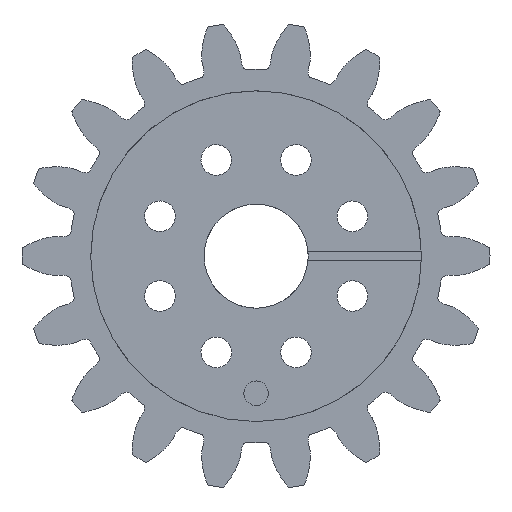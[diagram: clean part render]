
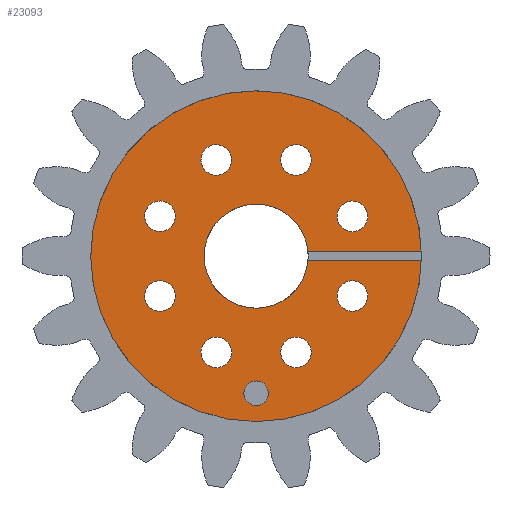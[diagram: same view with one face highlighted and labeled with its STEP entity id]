
A CAD part, left-side view. The second image highlights one B-rep face of the part: STEP entity #23093.
In plain terms, the highlighted planar face has unit normal (-1, 0, 0).
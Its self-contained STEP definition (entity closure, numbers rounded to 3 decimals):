
#15=FACE_BOUND('',#2343,.T.);
#16=FACE_BOUND('',#2344,.T.);
#17=FACE_BOUND('',#2345,.T.);
#18=FACE_BOUND('',#2346,.T.);
#19=FACE_BOUND('',#2347,.T.);
#20=FACE_BOUND('',#2348,.T.);
#21=FACE_BOUND('',#2349,.T.);
#22=FACE_BOUND('',#2350,.T.);
#23=FACE_BOUND('',#2351,.T.);
#41=PLANE('',#24273);
#1187=FACE_OUTER_BOUND('',#2342,.T.);
#2342=EDGE_LOOP('',(#16202,#16203,#16204,#16205,#16206,#16207));
#2343=EDGE_LOOP('',(#16208,#16209));
#2344=EDGE_LOOP('',(#16210));
#2345=EDGE_LOOP('',(#16211));
#2346=EDGE_LOOP('',(#16212));
#2347=EDGE_LOOP('',(#16213));
#2348=EDGE_LOOP('',(#16214));
#2349=EDGE_LOOP('',(#16215));
#2350=EDGE_LOOP('',(#16216));
#2351=EDGE_LOOP('',(#16217));
#3518=LINE('',#31279,#6946);
#3521=LINE('',#31285,#6949);
#6946=VECTOR('',#25479,25.4);
#6949=VECTOR('',#25484,25.4);
#10364=CIRCLE('',#24255,1.);
#10365=CIRCLE('',#24256,1.);
#10370=CIRCLE('',#24269,13.5);
#10373=CIRCLE('',#24272,13.5);
#10374=CIRCLE('',#24274,4.25);
#10375=CIRCLE('',#24275,4.25);
#10376=CIRCLE('',#24276,1.25);
#10377=CIRCLE('',#24277,1.25);
#10378=CIRCLE('',#24278,1.25);
#10379=CIRCLE('',#24279,1.25);
#10380=CIRCLE('',#24280,1.25);
#10381=CIRCLE('',#24281,1.25);
#10382=CIRCLE('',#24282,1.25);
#10383=CIRCLE('',#24283,1.25);
#10395=VERTEX_POINT('',#31243);
#10396=VERTEX_POINT('',#31245);
#10406=VERTEX_POINT('',#31276);
#10407=VERTEX_POINT('',#31278);
#10408=VERTEX_POINT('',#31282);
#10409=VERTEX_POINT('',#31284);
#10410=VERTEX_POINT('',#31288);
#10413=VERTEX_POINT('',#31297);
#10414=VERTEX_POINT('',#31300);
#10415=VERTEX_POINT('',#31302);
#10416=VERTEX_POINT('',#31304);
#10417=VERTEX_POINT('',#31306);
#10418=VERTEX_POINT('',#31308);
#10419=VERTEX_POINT('',#31310);
#10420=VERTEX_POINT('',#31312);
#10421=VERTEX_POINT('',#31314);
#12701=EDGE_CURVE('',#10396,#10395,#10364,.T.);
#12702=EDGE_CURVE('',#10395,#10396,#10365,.T.);
#12717=EDGE_CURVE('',#10407,#10406,#3518,.T.);
#12720=EDGE_CURVE('',#10409,#10408,#3521,.T.);
#12722=EDGE_CURVE('',#10409,#10410,#10370,.T.);
#12726=EDGE_CURVE('',#10410,#10406,#10373,.T.);
#12727=EDGE_CURVE('',#10413,#10408,#10374,.T.);
#12728=EDGE_CURVE('',#10407,#10413,#10375,.T.);
#12729=EDGE_CURVE('',#10414,#10414,#10376,.T.);
#12730=EDGE_CURVE('',#10415,#10415,#10377,.T.);
#12731=EDGE_CURVE('',#10416,#10416,#10378,.T.);
#12732=EDGE_CURVE('',#10417,#10417,#10379,.T.);
#12733=EDGE_CURVE('',#10418,#10418,#10380,.T.);
#12734=EDGE_CURVE('',#10419,#10419,#10381,.T.);
#12735=EDGE_CURVE('',#10420,#10420,#10382,.T.);
#12736=EDGE_CURVE('',#10421,#10421,#10383,.T.);
#16202=ORIENTED_EDGE('',*,*,#12717,.T.);
#16203=ORIENTED_EDGE('',*,*,#12726,.F.);
#16204=ORIENTED_EDGE('',*,*,#12722,.F.);
#16205=ORIENTED_EDGE('',*,*,#12720,.T.);
#16206=ORIENTED_EDGE('',*,*,#12727,.F.);
#16207=ORIENTED_EDGE('',*,*,#12728,.F.);
#16208=ORIENTED_EDGE('',*,*,#12701,.T.);
#16209=ORIENTED_EDGE('',*,*,#12702,.T.);
#16210=ORIENTED_EDGE('',*,*,#12729,.F.);
#16211=ORIENTED_EDGE('',*,*,#12730,.F.);
#16212=ORIENTED_EDGE('',*,*,#12731,.F.);
#16213=ORIENTED_EDGE('',*,*,#12732,.F.);
#16214=ORIENTED_EDGE('',*,*,#12733,.F.);
#16215=ORIENTED_EDGE('',*,*,#12734,.F.);
#16216=ORIENTED_EDGE('',*,*,#12735,.F.);
#16217=ORIENTED_EDGE('',*,*,#12736,.F.);
#23093=ADVANCED_FACE('',(#1187,#15,#16,#17,#18,#19,#20,#21,#22,#23),#41,
 .F.);
#24255=AXIS2_PLACEMENT_3D('',#31246,#25445,#25446);
#24256=AXIS2_PLACEMENT_3D('',#31247,#25447,#25448);
#24269=AXIS2_PLACEMENT_3D('',#31289,#25488,#25489);
#24272=AXIS2_PLACEMENT_3D('',#31295,#25495,#25496);
#24273=AXIS2_PLACEMENT_3D('',#31296,#25497,#25498);
#24274=AXIS2_PLACEMENT_3D('',#31298,#25499,#25500);
#24275=AXIS2_PLACEMENT_3D('',#31299,#25501,#25502);
#24276=AXIS2_PLACEMENT_3D('',#31301,#25503,#25504);
#24277=AXIS2_PLACEMENT_3D('',#31303,#25505,#25506);
#24278=AXIS2_PLACEMENT_3D('',#31305,#25507,#25508);
#24279=AXIS2_PLACEMENT_3D('',#31307,#25509,#25510);
#24280=AXIS2_PLACEMENT_3D('',#31309,#25511,#25512);
#24281=AXIS2_PLACEMENT_3D('',#31311,#25513,#25514);
#24282=AXIS2_PLACEMENT_3D('',#31313,#25515,#25516);
#24283=AXIS2_PLACEMENT_3D('',#31315,#25517,#25518);
#25445=DIRECTION('center_axis',(1.,0.,0.));
#25446=DIRECTION('ref_axis',(0.,0.,
-1.));
#25447=DIRECTION('center_axis',(1.,0.,0.));
#25448=DIRECTION('ref_axis',(0.,0.,
-1.));
#25479=DIRECTION('',(0.,-1.,0.));
#25484=DIRECTION('',(0.,1.,0.));
#25488=DIRECTION('center_axis',(1.,0.,0.));
#25489=DIRECTION('ref_axis',(0.,0.,
1.));
#25495=DIRECTION('center_axis',(1.,0.,0.));
#25496=DIRECTION('ref_axis',(0.,0.,
1.));
#25497=DIRECTION('center_axis',(1.,0.,0.));
#25498=DIRECTION('ref_axis',(0.,0.,
-1.));
#25499=DIRECTION('center_axis',(-1.,0.,0.));
#25500=DIRECTION('ref_axis',(0.,0.,
1.));
#25501=DIRECTION('center_axis',(-1.,0.,0.));
#25502=DIRECTION('ref_axis',(0.,0.,
1.));
#25503=DIRECTION('center_axis',(-1.,0.,0.));
#25504=DIRECTION('ref_axis',(0.,-0.924,0.383));
#25505=DIRECTION('center_axis',(-1.,0.,0.));
#25506=DIRECTION('ref_axis',(0.,-0.383,0.924));
#25507=DIRECTION('center_axis',(-1.,0.,0.));
#25508=DIRECTION('ref_axis',(0.,-0.383,-0.924));
#25509=DIRECTION('center_axis',(-1.,0.,0.));
#25510=DIRECTION('ref_axis',(0.,-0.924,-0.383));
#25511=DIRECTION('center_axis',(-1.,0.,0.));
#25512=DIRECTION('ref_axis',(0.,-0.924,0.383));
#25513=DIRECTION('center_axis',(-1.,0.,0.));
#25514=DIRECTION('ref_axis',(0.,-0.383,0.924));
#25515=DIRECTION('center_axis',(-1.,0.,0.));
#25516=DIRECTION('ref_axis',(0.,-0.383,-0.924));
#25517=DIRECTION('center_axis',(-1.,0.,0.));
#25518=DIRECTION('ref_axis',(0.,-0.924,-0.383));
#31243=CARTESIAN_POINT('',(-12.953,-84.227,-152.736));
#31245=CARTESIAN_POINT('',(-12.953,-84.227,-154.736));
#31246=CARTESIAN_POINT('Origin',(-12.953,-84.227,-153.736));
#31247=CARTESIAN_POINT('Origin',(-12.953,-84.227,-153.736));
#31276=CARTESIAN_POINT('',(-12.953,-97.723,-142.21));
#31278=CARTESIAN_POINT('',(-12.953,-88.464,-142.21));
#31279=CARTESIAN_POINT('',(-12.953,-88.665,-142.21));
#31282=CARTESIAN_POINT('',(-12.953,-88.464,-142.888));
#31284=CARTESIAN_POINT('',(-12.953,-97.723,-142.888));
#31285=CARTESIAN_POINT('',(-12.953,-88.665,-142.888));
#31288=CARTESIAN_POINT('',(-12.953,-84.227,-156.049));
#31289=CARTESIAN_POINT('Origin',(-12.953,-84.227,-142.549));
#31295=CARTESIAN_POINT('Origin',(-12.953,-84.227,-142.549));
#31296=CARTESIAN_POINT('Origin',(-12.953,-84.227,-142.549));
#31297=CARTESIAN_POINT('',(-12.953,-84.227,-146.799));
#31298=CARTESIAN_POINT('Origin',(-12.953,-84.227,-142.549));
#31299=CARTESIAN_POINT('Origin',(-12.953,-84.227,-142.549));
#31300=CARTESIAN_POINT('',(-12.953,-75.22,-146.28));
#31301=CARTESIAN_POINT('Origin',(-12.953,-76.375,-145.802));
#31302=CARTESIAN_POINT('',(-12.953,-80.496,-151.557));
#31303=CARTESIAN_POINT('Origin',(-12.953,-80.975,-150.402));
#31304=CARTESIAN_POINT('',(-12.953,-87.002,-149.247));
#31305=CARTESIAN_POINT('Origin',(-12.953,-87.48,-150.402));
#31306=CARTESIAN_POINT('',(-12.953,-90.926,-145.323));
#31307=CARTESIAN_POINT('Origin',(-12.953,-92.08,-145.802));
#31308=CARTESIAN_POINT('',(-12.953,-90.926,-139.774));
#31309=CARTESIAN_POINT('Origin',(-12.953,-92.08,-139.296));
#31310=CARTESIAN_POINT('',(-12.953,-87.002,-135.851));
#31311=CARTESIAN_POINT('Origin',(-12.953,-87.48,-134.696));
#31312=CARTESIAN_POINT('',(-12.953,-80.496,-133.541));
#31313=CARTESIAN_POINT('Origin',(-12.953,-80.975,-134.696));
#31314=CARTESIAN_POINT('',(-12.953,-75.22,-138.818));
#31315=CARTESIAN_POINT('Origin',(-12.953,-76.375,-139.296));
